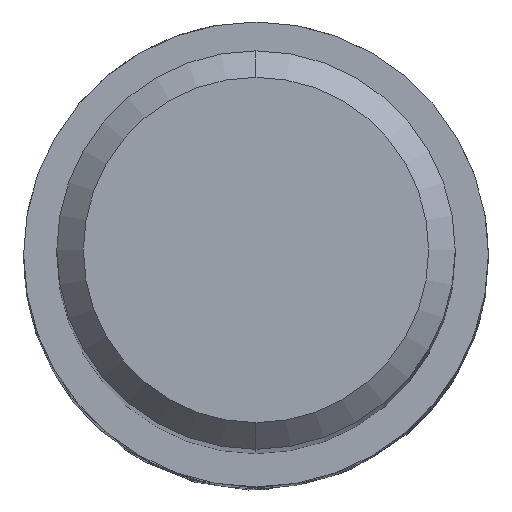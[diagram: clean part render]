
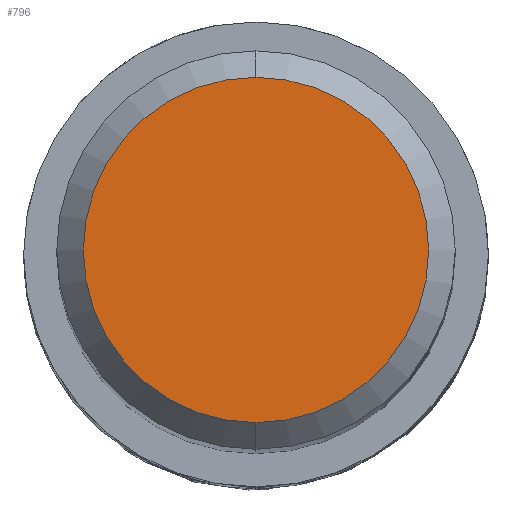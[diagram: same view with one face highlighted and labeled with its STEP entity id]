
A CAD part, top view. The second image highlights one B-rep face of the part: STEP entity #796.
In plain terms, the highlighted planar face has unit normal (0, 0, 1).
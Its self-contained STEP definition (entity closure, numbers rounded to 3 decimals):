
#442=EDGE_CURVE('',#718,#654,#990,.T.);
#614=EDGE_CURVE('',#654,#718,#1176,.T.);
#654=VERTEX_POINT('',#1218);
#718=VERTEX_POINT('',#1291);
#796=ADVANCED_FACE('',(#1376),#1377,.T.);
#990=CIRCLE('',#2391,2.6);
#1176=CIRCLE('',#3795,2.6);
#1218=CARTESIAN_POINT('',(0.0,2.6,0.0));
#1291=CARTESIAN_POINT('',(0.,-2.6,0.0));
#1376=FACE_OUTER_BOUND('',#4818,.T.);
#1377=PLANE('',#4819);
#2391=AXIS2_PLACEMENT_3D('',#5008,#5009,#5010);
#3795=AXIS2_PLACEMENT_3D('',#5180,#5181,#5182);
#4818=EDGE_LOOP('',(#5407,#5408));
#4819=AXIS2_PLACEMENT_3D('',#5409,#5410,#5411);
#5008=CARTESIAN_POINT('',(0.0,0.0,0.0));
#5009=DIRECTION('',(0.0,0.0,-1.0));
#5010=DIRECTION('',(0.0,1.0,0.0));
#5180=CARTESIAN_POINT('',(0.0,0.0,0.0));
#5181=DIRECTION('',(0.0,0.0,-1.0));
#5182=DIRECTION('',(0.0,1.0,0.0));
#5407=ORIENTED_EDGE('',*,*,#614,.F.);
#5408=ORIENTED_EDGE('',*,*,#442,.F.);
#5409=CARTESIAN_POINT('',(0.0,1.3,0.0));
#5410=DIRECTION('',(-0.0,0.0,1.0));
#5411=DIRECTION('',(0.0,-1.0,0.0));
